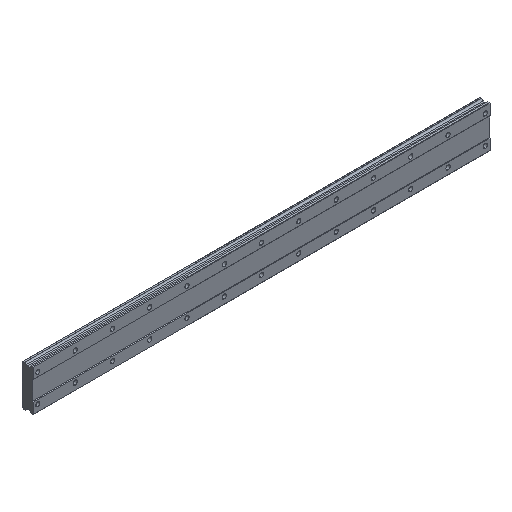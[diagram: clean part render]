
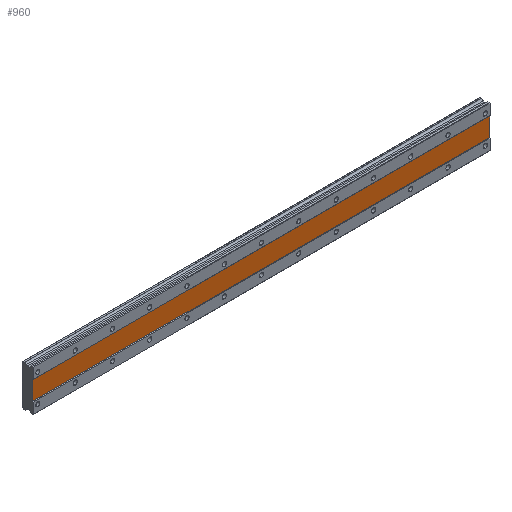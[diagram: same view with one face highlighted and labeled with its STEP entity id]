
A CAD part, isometric view. The second image highlights one B-rep face of the part: STEP entity #960.
In plain terms, the highlighted planar face has unit normal (0, -1, 0).
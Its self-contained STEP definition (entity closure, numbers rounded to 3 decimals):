
#2 = ORIENTED_EDGE ( 'NONE', *, *, #2445, .F. ) ;
#57 = VERTEX_POINT ( 'NONE', #1397 ) ;
#181 = DIRECTION ( 'NONE',  ( 1., 0., 0. ) ) ;
#279 = DIRECTION ( 'NONE',  ( -1., 0., 0. ) ) ;
#372 = FACE_OUTER_BOUND ( 'NONE', #1489, .T. ) ;
#508 = ORIENTED_EDGE ( 'NONE', *, *, #3588, .F. ) ;
#794 = PLANE ( 'NONE',  #1875 ) ;
#960 = ADVANCED_FACE ( 'NONE', ( #372 ), #794, .F. ) ;
#1190 = DIRECTION ( 'NONE',  ( 0., 0., 1. ) ) ;
#1294 = EDGE_CURVE ( 'NONE', #1705, #1723, #3021, .T. ) ;
#1395 = ORIENTED_EDGE ( 'NONE', *, *, #4891, .F. ) ;
#1397 = CARTESIAN_POINT ( 'NONE',  ( 970., 1., -20. ) ) ;
#1489 = EDGE_LOOP ( 'NONE', ( #2, #1395, #508, #5041 ) ) ;
#1705 = VERTEX_POINT ( 'NONE', #3383 ) ;
#1723 = VERTEX_POINT ( 'NONE', #3432 ) ;
#1875 = AXIS2_PLACEMENT_3D ( 'NONE', #3562, #5157, #1190 ) ;
#1949 = VERTEX_POINT ( 'NONE', #3946 ) ;
#2289 = LINE ( 'NONE', #3049, #3852 ) ;
#2443 = VECTOR ( 'NONE', #4683, 1000. ) ;
#2445 = EDGE_CURVE ( 'NONE', #57, #1705, #3844, .T. ) ;
#2623 = CARTESIAN_POINT ( 'NONE',  ( 970., 1., 20. ) ) ;
#2661 = CARTESIAN_POINT ( 'NONE',  ( -10., 1., 20. ) ) ;
#3021 = LINE ( 'NONE', #2661, #2443 ) ;
#3049 = CARTESIAN_POINT ( 'NONE',  ( 970., 1., 20. ) ) ;
#3383 = CARTESIAN_POINT ( 'NONE',  ( -10., 1., -20. ) ) ;
#3432 = CARTESIAN_POINT ( 'NONE',  ( -10., 1., 20. ) ) ;
#3434 = DIRECTION ( 'NONE',  ( 0., 0., -1. ) ) ;
#3562 = CARTESIAN_POINT ( 'NONE',  ( 970., 1., 20. ) ) ;
#3588 = EDGE_CURVE ( 'NONE', #1723, #1949, #3752, .T. ) ;
#3632 = VECTOR ( 'NONE', #181, 1000. ) ;
#3752 = LINE ( 'NONE', #2623, #3632 ) ;
#3844 = LINE ( 'NONE', #4193, #5127 ) ;
#3852 = VECTOR ( 'NONE', #3434, 1000. ) ;
#3946 = CARTESIAN_POINT ( 'NONE',  ( 970., 1., 20. ) ) ;
#4193 = CARTESIAN_POINT ( 'NONE',  ( 970., 1., -20. ) ) ;
#4683 = DIRECTION ( 'NONE',  ( 0., 0., 1. ) ) ;
#4891 = EDGE_CURVE ( 'NONE', #1949, #57, #2289, .T. ) ;
#5041 = ORIENTED_EDGE ( 'NONE', *, *, #1294, .F. ) ;
#5127 = VECTOR ( 'NONE', #279, 1000. ) ;
#5157 = DIRECTION ( 'NONE',  ( 0., 1., 0. ) ) ;
